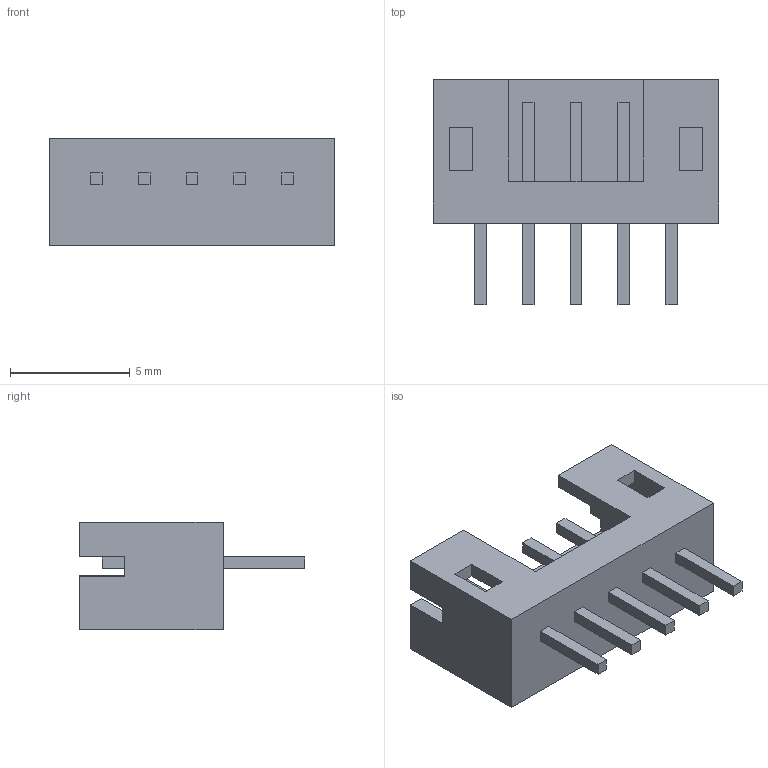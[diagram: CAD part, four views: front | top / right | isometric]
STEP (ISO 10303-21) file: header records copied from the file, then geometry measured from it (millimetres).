
FILE_DESCRIPTION (( 'STEP AP214' ), '1' );
FILE_NAME ('B27DEAE9-36DE-4D35-9EA8-9EF527BCC2A8.STEP', '2024-12-27T00:51:31', ( '' ), ( '' ), 'SwSTEP 2.0', 'SolidWorks 2022', '' );
FILE_SCHEMA (( 'AUTOMOTIVE_DESIGN' ));
Length unit declared in the file: millimetre
Products named in the file (1): B27DEAE9-36DE-4D35-9EA8-9EF527BCC2A8
Bounding box: 11.9 x 9.4 x 4.5 mm (x, y, z)
Volume: 153.6 mm3; surface area: 446.6 mm2
Topology: 1 solids, 1 shells, 78 faces, 204 edges, 136 vertices
Faces by surface type: plane 78
Entity records: 2709 total; most frequent: CARTESIAN_POINT 419, ORIENTED_EDGE 408, DIRECTION 362, EDGE_CURVE 204, LINE 204, VECTOR 204, VERTEX_POINT 136, EDGE_LOOP 90
